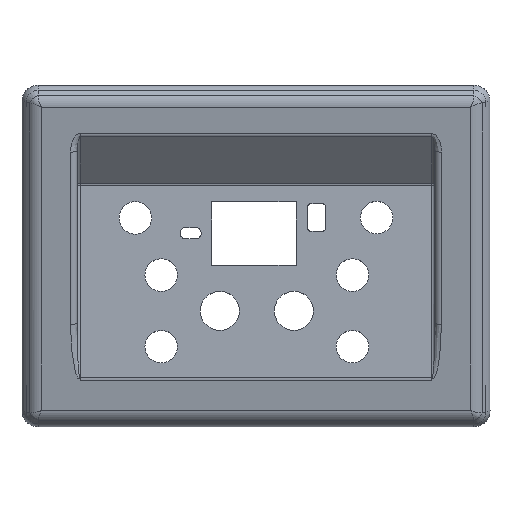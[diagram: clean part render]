
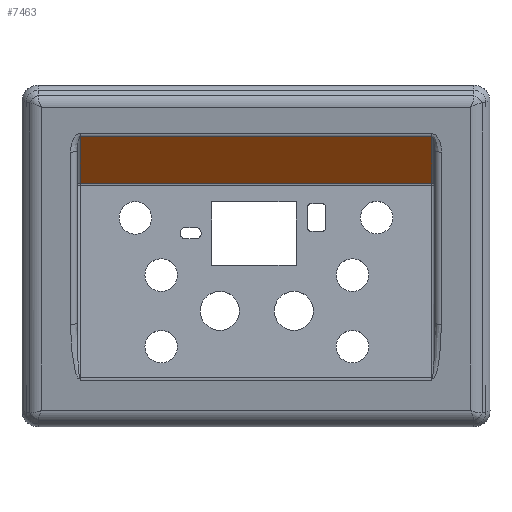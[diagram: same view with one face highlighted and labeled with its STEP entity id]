
A CAD part, top view. The second image highlights one B-rep face of the part: STEP entity #7463.
In plain terms, the highlighted planar face has unit normal (0, -0.664, 0.748).
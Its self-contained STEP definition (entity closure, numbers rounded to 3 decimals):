
#557 = VECTOR ( 'NONE', #7909, 1000. ) ;
#718 = VERTEX_POINT ( 'NONE', #5219 ) ;
#772 = CARTESIAN_POINT ( 'NONE',  ( 1.858, 110.373, 8. ) ) ;
#836 = VERTEX_POINT ( 'NONE', #4458 ) ;
#1655 = VECTOR ( 'NONE', #5945, 1000. ) ;
#2622 = CARTESIAN_POINT ( 'NONE',  ( 33.102, 124.811, 20.824 ) ) ;
#3043 = EDGE_CURVE ( 'NONE', #11035, #836, #9738, .T. ) ;
#3364 = CARTESIAN_POINT ( 'NONE',  ( 142.102, 110.657, 8.252 ) ) ;
#3590 = LINE ( 'NONE', #12473, #1655 ) ;
#4296 = LINE ( 'NONE', #11429, #4643 ) ;
#4458 = CARTESIAN_POINT ( 'NONE',  ( 33.102, 110.657, 8.252 ) ) ;
#4643 = VECTOR ( 'NONE', #12454, 1000. ) ;
#5219 = CARTESIAN_POINT ( 'NONE',  ( 141.102, 124.811, 20.824 ) ) ;
#5456 = EDGE_CURVE ( 'NONE', #836, #12793, #6803, .T. ) ;
#5729 = ORIENTED_EDGE ( 'NONE', *, *, #7092, .T. ) ;
#5804 = EDGE_CURVE ( 'NONE', #12793, #718, #4296, .T. ) ;
#5913 = EDGE_LOOP ( 'NONE', ( #10289, #10048, #5729, #11697 ) ) ;
#5945 = DIRECTION ( 'NONE',  ( -1., 0., 0. ) ) ;
#6803 = LINE ( 'NONE', #3364, #557 ) ;
#7092 = EDGE_CURVE ( 'NONE', #718, #11035, #3590, .T. ) ;
#7430 = PLANE ( 'NONE',  #12020 ) ;
#7463 = ADVANCED_FACE ( 'NONE', ( #12019 ), #7430, .T. ) ;
#7477 = DIRECTION ( 'NONE',  ( 0., -0.664, 0.748 ) ) ;
#7909 = DIRECTION ( 'NONE',  ( 1., 0., 0. ) ) ;
#8579 = DIRECTION ( 'NONE',  ( 0., -0.748, -0.664 ) ) ;
#9402 = VECTOR ( 'NONE', #11745, 1000. ) ;
#9684 = CARTESIAN_POINT ( 'NONE',  ( 33.102, 110.373, 8. ) ) ;
#9738 = LINE ( 'NONE', #9684, #9402 ) ;
#10048 = ORIENTED_EDGE ( 'NONE', *, *, #5804, .T. ) ;
#10289 = ORIENTED_EDGE ( 'NONE', *, *, #5456, .T. ) ;
#11035 = VERTEX_POINT ( 'NONE', #2622 ) ;
#11429 = CARTESIAN_POINT ( 'NONE',  ( 141.102, 110.373, 8. ) ) ;
#11697 = ORIENTED_EDGE ( 'NONE', *, *, #3043, .T. ) ;
#11745 = DIRECTION ( 'NONE',  ( 0., -0.748, -0.664 ) ) ;
#12002 = CARTESIAN_POINT ( 'NONE',  ( 141.102, 110.657, 8.252 ) ) ;
#12019 = FACE_OUTER_BOUND ( 'NONE', #5913, .T. ) ;
#12020 = AXIS2_PLACEMENT_3D ( 'NONE', #772, #7477, #8579 ) ;
#12454 = DIRECTION ( 'NONE',  ( 0., 0.748, 0.664 ) ) ;
#12473 = CARTESIAN_POINT ( 'NONE',  ( 1.858, 124.811, 20.824 ) ) ;
#12793 = VERTEX_POINT ( 'NONE', #12002 ) ;
